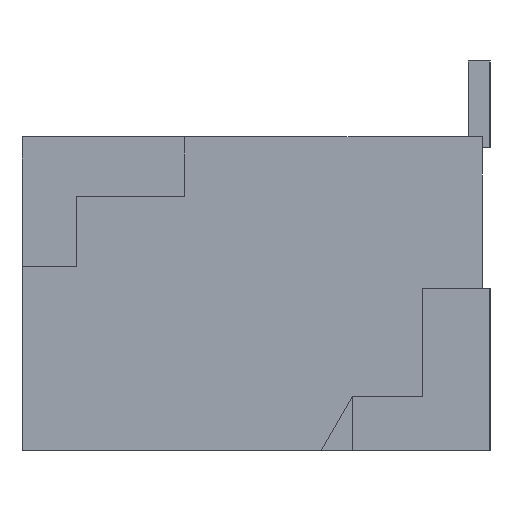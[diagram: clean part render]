
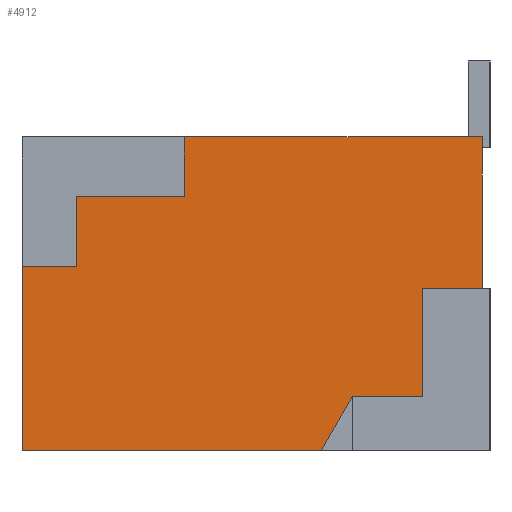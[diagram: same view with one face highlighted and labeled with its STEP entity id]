
A CAD part, left-side view. The second image highlights one B-rep face of the part: STEP entity #4912.
In plain terms, the highlighted planar face has unit normal (-1, 0, 0).
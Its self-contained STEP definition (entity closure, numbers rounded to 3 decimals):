
#149 = ORIENTED_EDGE ( 'NONE', *, *, #4175, .T. ) ;
#168 = LINE ( 'NONE', #1874, #5219 ) ;
#171 = LINE ( 'NONE', #1876, #3160 ) ;
#242 = CARTESIAN_POINT ( 'NONE',  ( -5., 1.559, -1.45 ) ) ;
#308 = CARTESIAN_POINT ( 'NONE',  ( -5., 0.62, 0.05 ) ) ;
#358 = VECTOR ( 'NONE', #5650, 1000. ) ;
#363 = VECTOR ( 'NONE', #2298, 1000. ) ;
#370 = VECTOR ( 'NONE', #1378, 1000. ) ;
#408 = VECTOR ( 'NONE', #4351, 1000. ) ;
#501 = LINE ( 'NONE', #2187, #4401 ) ;
#556 = LINE ( 'NONE', #2261, #5162 ) ;
#587 = CARTESIAN_POINT ( 'NONE',  ( -5., 0.07, 1.45 ) ) ;
#695 = AXIS2_PLACEMENT_3D ( 'NONE', #5208, #1010, #2794 ) ;
#714 = LINE ( 'NONE', #2433, #408 ) ;
#793 = ORIENTED_EDGE ( 'NONE', *, *, #3997, .F. ) ;
#830 = CARTESIAN_POINT ( 'NONE',  ( -5., 2.82, 0.9 ) ) ;
#889 = DIRECTION ( 'NONE',  ( 0., 0., -1. ) ) ;
#968 = EDGE_CURVE ( 'NONE', #4632, #1543, #3656, .T. ) ;
#1010 = DIRECTION ( 'NONE',  ( 1., 0., 0. ) ) ;
#1126 = CARTESIAN_POINT ( 'NONE',  ( -5., 1.27, -0.95 ) ) ;
#1132 = VERTEX_POINT ( 'NONE', #3935 ) ;
#1139 = CARTESIAN_POINT ( 'NONE',  ( -5., 3.82, 0.25 ) ) ;
#1163 = CARTESIAN_POINT ( 'NONE',  ( -5., 4.32, 0.25 ) ) ;
#1164 = ORIENTED_EDGE ( 'NONE', *, *, #968, .T. ) ;
#1176 = VERTEX_POINT ( 'NONE', #3468 ) ;
#1336 = EDGE_CURVE ( 'NONE', #1543, #5748, #2122, .T. ) ;
#1351 = CARTESIAN_POINT ( 'NONE',  ( -5., 0.07, 0.05 ) ) ;
#1373 = EDGE_CURVE ( 'NONE', #5617, #4209, #1802, .T. ) ;
#1378 = DIRECTION ( 'NONE',  ( 0., -1., 0. ) ) ;
#1420 = ORIENTED_EDGE ( 'NONE', *, *, #1336, .T. ) ;
#1421 = VECTOR ( 'NONE', #5993, 1000. ) ;
#1434 = FACE_OUTER_BOUND ( 'NONE', #4999, .T. ) ;
#1493 = DIRECTION ( 'NONE',  ( 0., 1., 0. ) ) ;
#1543 = VERTEX_POINT ( 'NONE', #242 ) ;
#1649 = ORIENTED_EDGE ( 'NONE', *, *, #2069, .T. ) ;
#1802 = LINE ( 'NONE', #3677, #358 ) ;
#1874 = CARTESIAN_POINT ( 'NONE',  ( -5., 4.32, 0.25 ) ) ;
#1876 = CARTESIAN_POINT ( 'NONE',  ( -5., 0.62, -0.95 ) ) ;
#1967 = CARTESIAN_POINT ( 'NONE',  ( -5., 2.82, 1.45 ) ) ;
#2069 = EDGE_CURVE ( 'NONE', #1176, #4726, #3124, .T. ) ;
#2122 = LINE ( 'NONE', #4022, #1421 ) ;
#2158 = EDGE_CURVE ( 'NONE', #2899, #1132, #4693, .T. ) ;
#2187 = CARTESIAN_POINT ( 'NONE',  ( -5., 4.32, 1.45 ) ) ;
#2216 = CARTESIAN_POINT ( 'NONE',  ( -5., 0.62, -0.95 ) ) ;
#2253 = VECTOR ( 'NONE', #1493, 1000. ) ;
#2257 = EDGE_CURVE ( 'NONE', #4506, #1176, #3777, .T. ) ;
#2261 = CARTESIAN_POINT ( 'NONE',  ( -5., 4.32, 1.45 ) ) ;
#2298 = DIRECTION ( 'NONE',  ( 0., 0., 1. ) ) ;
#2433 = CARTESIAN_POINT ( 'NONE',  ( -5., 2.82, 0.9 ) ) ;
#2531 = ORIENTED_EDGE ( 'NONE', *, *, #2158, .T. ) ;
#2571 = EDGE_CURVE ( 'NONE', #5748, #5617, #171, .T. ) ;
#2601 = VERTEX_POINT ( 'NONE', #1967 ) ;
#2646 = VECTOR ( 'NONE', #889, 1000. ) ;
#2794 = DIRECTION ( 'NONE',  ( 0., 0., -1. ) ) ;
#2899 = VERTEX_POINT ( 'NONE', #5878 ) ;
#3124 = LINE ( 'NONE', #5071, #2646 ) ;
#3160 = VECTOR ( 'NONE', #3753, 1000. ) ;
#3175 = DIRECTION ( 'NONE',  ( 0., -1., 0. ) ) ;
#3215 = ORIENTED_EDGE ( 'NONE', *, *, #2257, .T. ) ;
#3220 = ORIENTED_EDGE ( 'NONE', *, *, #2571, .T. ) ;
#3256 = PLANE ( 'NONE',  #695 ) ;
#3378 = ORIENTED_EDGE ( 'NONE', *, *, #5969, .T. ) ;
#3468 = CARTESIAN_POINT ( 'NONE',  ( -5., 3.82, 0.9 ) ) ;
#3656 = LINE ( 'NONE', #5626, #370 ) ;
#3677 = CARTESIAN_POINT ( 'NONE',  ( -5., 0.62, 0.05 ) ) ;
#3749 = DIRECTION ( 'NONE',  ( 0., 1., 0. ) ) ;
#3753 = DIRECTION ( 'NONE',  ( 0., -1., 0. ) ) ;
#3777 = LINE ( 'NONE', #5754, #2253 ) ;
#3898 = ORIENTED_EDGE ( 'NONE', *, *, #5891, .T. ) ;
#3935 = CARTESIAN_POINT ( 'NONE',  ( -5., 0.07, 1.45 ) ) ;
#3997 = EDGE_CURVE ( 'NONE', #2601, #1132, #501, .T. ) ;
#4022 = CARTESIAN_POINT ( 'NONE',  ( -5., 1.27, -0.95 ) ) ;
#4094 = DIRECTION ( 'NONE',  ( 0., -1., 0. ) ) ;
#4110 = ORIENTED_EDGE ( 'NONE', *, *, #1373, .T. ) ;
#4156 = DIRECTION ( 'NONE',  ( 0., 0., 1. ) ) ;
#4175 = EDGE_CURVE ( 'NONE', #2601, #4506, #714, .T. ) ;
#4209 = VERTEX_POINT ( 'NONE', #308 ) ;
#4283 = ORIENTED_EDGE ( 'NONE', *, *, #5275, .F. ) ;
#4351 = DIRECTION ( 'NONE',  ( 0., 0., -1. ) ) ;
#4401 = VECTOR ( 'NONE', #4094, 1000. ) ;
#4506 = VERTEX_POINT ( 'NONE', #830 ) ;
#4595 = CARTESIAN_POINT ( 'NONE',  ( -5., 4.32, -1.45 ) ) ;
#4632 = VERTEX_POINT ( 'NONE', #4595 ) ;
#4693 = LINE ( 'NONE', #587, #363 ) ;
#4694 = VECTOR ( 'NONE', #3175, 1000. ) ;
#4726 = VERTEX_POINT ( 'NONE', #1139 ) ;
#4754 = VERTEX_POINT ( 'NONE', #1163 ) ;
#4912 = ADVANCED_FACE ( 'NONE', ( #1434 ), #3256, .F. ) ;
#4999 = EDGE_LOOP ( 'NONE', ( #1420, #3220, #4110, #3378, #2531, #793, #149, #3215, #1649, #3898, #4283, #1164 ) ) ;
#5071 = CARTESIAN_POINT ( 'NONE',  ( -5., 3.82, 0.25 ) ) ;
#5162 = VECTOR ( 'NONE', #4156, 1000. ) ;
#5208 = CARTESIAN_POINT ( 'NONE',  ( -5., 4.32, 1.45 ) ) ;
#5219 = VECTOR ( 'NONE', #3749, 1000. ) ;
#5275 = EDGE_CURVE ( 'NONE', #4632, #4754, #556, .T. ) ;
#5602 = LINE ( 'NONE', #1351, #4694 ) ;
#5617 = VERTEX_POINT ( 'NONE', #2216 ) ;
#5626 = CARTESIAN_POINT ( 'NONE',  ( -5., 4.32, -1.45 ) ) ;
#5650 = DIRECTION ( 'NONE',  ( 0., 0., 1. ) ) ;
#5748 = VERTEX_POINT ( 'NONE', #1126 ) ;
#5754 = CARTESIAN_POINT ( 'NONE',  ( -5., 3.82, 0.9 ) ) ;
#5878 = CARTESIAN_POINT ( 'NONE',  ( -5., 0.07, 0.05 ) ) ;
#5891 = EDGE_CURVE ( 'NONE', #4726, #4754, #168, .T. ) ;
#5969 = EDGE_CURVE ( 'NONE', #4209, #2899, #5602, .T. ) ;
#5993 = DIRECTION ( 'NONE',  ( 0., -0.5, 0.866 ) ) ;
